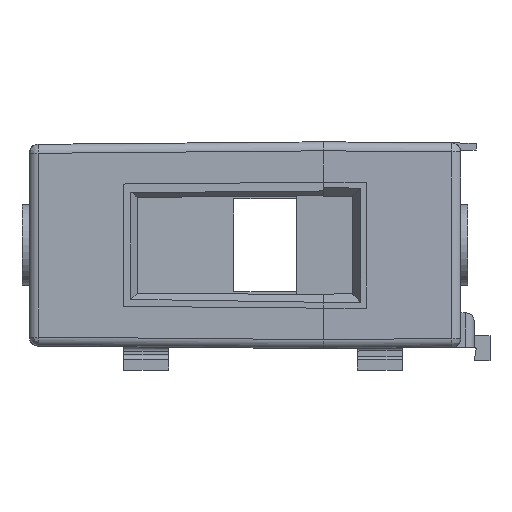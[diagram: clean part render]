
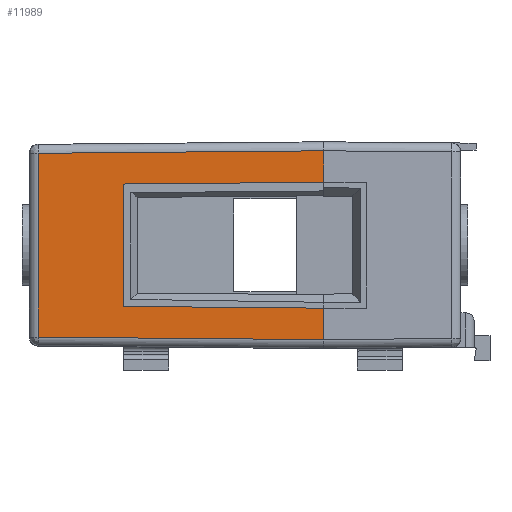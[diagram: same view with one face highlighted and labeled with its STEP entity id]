
A CAD part, left-side view. The second image highlights one B-rep face of the part: STEP entity #11989.
In plain terms, the highlighted planar face has unit normal (-1, 0.009, 0).
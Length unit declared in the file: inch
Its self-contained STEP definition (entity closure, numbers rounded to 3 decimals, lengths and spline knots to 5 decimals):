
#340 = ORIENTED_EDGE ( 'NONE', *, *, #1843, .T. ) ;
#387 = LINE ( 'NONE', #13786, #1428 ) ;
#454 = AXIS2_PLACEMENT_3D ( 'NONE', #18722, #23195, #3895 ) ;
#458 = DIRECTION ( 'NONE',  ( 0.009, 1., 0.009 ) ) ;
#671 = DIRECTION ( 'NONE',  ( -0.009, -1., 0.009 ) ) ;
#1428 = VECTOR ( 'NONE', #671, 39.37008 ) ;
#1435 = LINE ( 'NONE', #22831, #12595 ) ;
#1843 = EDGE_CURVE ( 'NONE', #13663, #15732, #17041, .T. ) ;
#2095 = CARTESIAN_POINT ( 'NONE',  ( -1.53763, 0.87598, -0.45276 ) ) ;
#3367 = CARTESIAN_POINT ( 'NONE',  ( -1.54528, 0., -0.27559 ) ) ;
#3895 = DIRECTION ( 'NONE',  ( -0.009, -1., 0. ) ) ;
#4004 = VERTEX_POINT ( 'NONE', #11730 ) ;
#4947 = DIRECTION ( 'NONE',  ( 0.009, 1., -0.009 ) ) ;
#5343 = VERTEX_POINT ( 'NONE', #26357 ) ;
#5644 = VECTOR ( 'NONE', #26521, 39.37008 ) ;
#5648 = VECTOR ( 'NONE', #4947, 39.37008 ) ;
#5867 = CARTESIAN_POINT ( 'NONE',  ( -1.54528, -0.00034, -0.41339 ) ) ;
#6005 = FACE_OUTER_BOUND ( 'NONE', #27310, .T. ) ;
#7484 = EDGE_CURVE ( 'NONE', #24928, #4004, #24112, .T. ) ;
#7721 = LINE ( 'NONE', #5867, #10580 ) ;
#8539 = ORIENTED_EDGE ( 'NONE', *, *, #16517, .T. ) ;
#9193 = CARTESIAN_POINT ( 'NONE',  ( -1.54528, 0., 0.41339 ) ) ;
#9426 = VECTOR ( 'NONE', #458, 39.37008 ) ;
#10580 = VECTOR ( 'NONE', #24892, 39.37008 ) ;
#10612 = CARTESIAN_POINT ( 'NONE',  ( -1.53436, 1.25034, -0.45276 ) ) ;
#11730 = CARTESIAN_POINT ( 'NONE',  ( -1.53436, 1.25034, 0.40248 ) ) ;
#11989 = ADVANCED_FACE ( 'Defeature ausgef�hrt1_514', ( #6005 ), #14625, .T. ) ;
#12011 = ORIENTED_EDGE ( 'NONE', *, *, #24685, .F. ) ;
#12595 = VECTOR ( 'NONE', #25358, 39.37008 ) ;
#13529 = CARTESIAN_POINT ( 'NONE',  ( -1.53763, 0.87598, -0.26795 ) ) ;
#13663 = VERTEX_POINT ( 'NONE', #13529 ) ;
#13736 = LINE ( 'NONE', #22310, #5644 ) ;
#13786 = CARTESIAN_POINT ( 'NONE',  ( -1.53763, 0.87598, 0.26795 ) ) ;
#13958 = EDGE_CURVE ( 'NONE', #15732, #24350, #387, .T. ) ;
#14273 = ORIENTED_EDGE ( 'NONE', *, *, #7484, .T. ) ;
#14625 = PLANE ( 'NONE',  #454 ) ;
#15142 = LINE ( 'NONE', #23698, #9426 ) ;
#15412 = LINE ( 'NONE', #10612, #27402 ) ;
#15732 = VERTEX_POINT ( 'NONE', #20621 ) ;
#16487 = EDGE_CURVE ( 'NONE', #4004, #5343, #15412, .T. ) ;
#16517 = EDGE_CURVE ( 'NONE', #22214, #13663, #15142, .T. ) ;
#16737 = EDGE_CURVE ( 'NONE', #24350, #24928, #1435, .T. ) ;
#17041 = LINE ( 'NONE', #2095, #17582 ) ;
#17398 = DIRECTION ( 'NONE',  ( 0., 0., -1. ) ) ;
#17582 = VECTOR ( 'NONE', #21393, 39.37008 ) ;
#18722 = CARTESIAN_POINT ( 'NONE',  ( -1.54528, 0., -0.45276 ) ) ;
#20193 = ORIENTED_EDGE ( 'NONE', *, *, #16737, .T. ) ;
#20621 = CARTESIAN_POINT ( 'NONE',  ( -1.53763, 0.87598, 0.26795 ) ) ;
#21393 = DIRECTION ( 'NONE',  ( 0., 0., 1. ) ) ;
#21515 = CARTESIAN_POINT ( 'NONE',  ( -1.54528, 0., 0.41339 ) ) ;
#21570 = VERTEX_POINT ( 'NONE', #22771 ) ;
#22214 = VERTEX_POINT ( 'NONE', #3367 ) ;
#22310 = CARTESIAN_POINT ( 'NONE',  ( -1.54528, 0., -0.45276 ) ) ;
#22771 = CARTESIAN_POINT ( 'NONE',  ( -1.54528, 0., -0.41339 ) ) ;
#22831 = CARTESIAN_POINT ( 'NONE',  ( -1.54528, 0., -0.45276 ) ) ;
#23195 = DIRECTION ( 'NONE',  ( -1., 0.009, 0. ) ) ;
#23698 = CARTESIAN_POINT ( 'NONE',  ( -1.54528, 0., -0.27559 ) ) ;
#24112 = LINE ( 'NONE', #9193, #5648 ) ;
#24350 = VERTEX_POINT ( 'NONE', #24824 ) ;
#24397 = ORIENTED_EDGE ( 'NONE', *, *, #16487, .T. ) ;
#24685 = EDGE_CURVE ( 'NONE', #21570, #5343, #7721, .T. ) ;
#24824 = CARTESIAN_POINT ( 'NONE',  ( -1.54528, 0., 0.27559 ) ) ;
#24892 = DIRECTION ( 'NONE',  ( 0.009, 1., 0.009 ) ) ;
#24928 = VERTEX_POINT ( 'NONE', #21515 ) ;
#25358 = DIRECTION ( 'NONE',  ( 0., 0., 1. ) ) ;
#25436 = EDGE_CURVE ( 'NONE', #21570, #22214, #13736, .T. ) ;
#26357 = CARTESIAN_POINT ( 'NONE',  ( -1.53436, 1.25034, -0.40248 ) ) ;
#26417 = ORIENTED_EDGE ( 'NONE', *, *, #13958, .T. ) ;
#26521 = DIRECTION ( 'NONE',  ( 0., 0., 1. ) ) ;
#27310 = EDGE_LOOP ( 'NONE', ( #340, #26417, #20193, #14273, #24397, #12011, #27525, #8539 ) ) ;
#27402 = VECTOR ( 'NONE', #17398, 39.37008 ) ;
#27525 = ORIENTED_EDGE ( 'NONE', *, *, #25436, .T. ) ;
